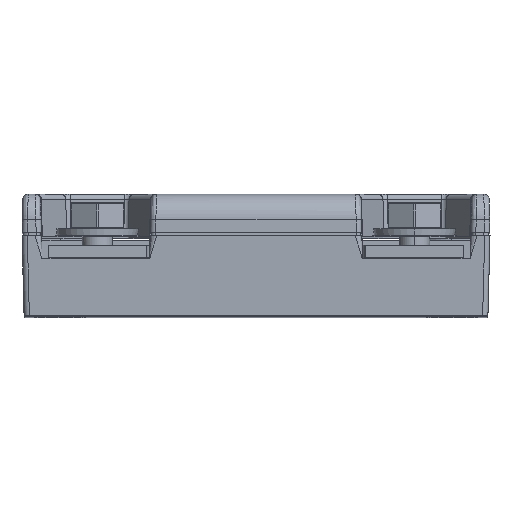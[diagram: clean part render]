
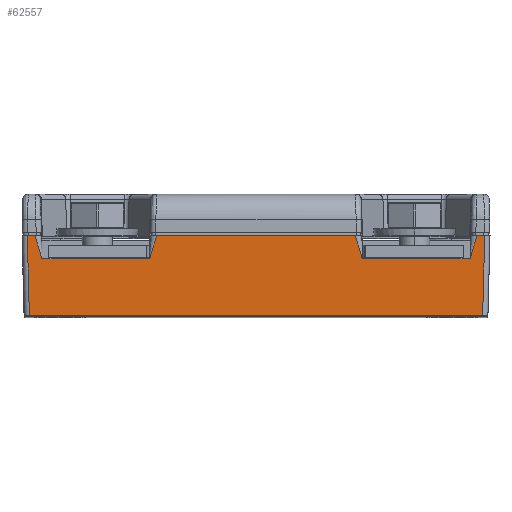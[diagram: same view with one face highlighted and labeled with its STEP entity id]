
A CAD part, top view. The second image highlights one B-rep face of the part: STEP entity #62557.
In plain terms, the highlighted planar face has unit normal (0, -0.026, 1).
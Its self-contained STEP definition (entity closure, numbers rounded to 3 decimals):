
#1887 = CARTESIAN_POINT ( 'NONE',  ( -17.56, -0.999, 21.456 ) ) ;
#2982 = EDGE_CURVE ( 'NONE', #46435, #33684, #18275, .T. ) ;
#3766 = CARTESIAN_POINT ( 'NONE',  ( -17.56, -0.999, 21.456 ) ) ;
#4603 = DIRECTION ( 'NONE',  ( -0.292, 0.956, 0.025 ) ) ;
#5463 = EDGE_CURVE ( 'NONE', #27090, #64221, #14185, .T. ) ;
#5480 = CARTESIAN_POINT ( 'NONE',  ( 17.193, -5.316, 21.343 ) ) ;
#6058 = CARTESIAN_POINT ( 'NONE',  ( 16.285, 0.738, 21.502 ) ) ;
#7279 = EDGE_CURVE ( 'NONE', #33684, #27090, #28807, .T. ) ;
#7384 = EDGE_LOOP ( 'NONE', ( #89605, #76191, #64289, #65947, #43180, #16314, #61403, #67039, #21851, #78410, #8657, #35745 ) ) ;
#8432 = CARTESIAN_POINT ( 'NONE',  ( 16.77, 0.738, 21.502 ) ) ;
#8657 = ORIENTED_EDGE ( 'NONE', *, *, #2982, .T. ) ;
#10156 = CARTESIAN_POINT ( 'NONE',  ( -17.56, 0.738, 21.502 ) ) ;
#13232 = LINE ( 'NONE', #49342, #45747 ) ;
#14185 = LINE ( 'NONE', #96716, #39439 ) ;
#16314 = ORIENTED_EDGE ( 'NONE', *, *, #61952, .F. ) ;
#18275 = LINE ( 'NONE', #94277, #68837 ) ;
#19166 = CARTESIAN_POINT ( 'NONE',  ( -17.352, 0.738, 21.502 ) ) ;
#20503 = LINE ( 'NONE', #87327, #45760 ) ;
#21214 = VERTEX_POINT ( 'NONE', #83913 ) ;
#21851 = ORIENTED_EDGE ( 'NONE', *, *, #48987, .T. ) ;
#23516 = CARTESIAN_POINT ( 'NONE',  ( 17.352, 0.738, 21.502 ) ) ;
#23574 = VECTOR ( 'NONE', #30802, 1000. ) ;
#26173 = LINE ( 'NONE', #19166, #52635 ) ;
#27090 = VERTEX_POINT ( 'NONE', #59341 ) ;
#27930 = DIRECTION ( 'NONE',  ( 1., 0., 0. ) ) ;
#28807 = LINE ( 'NONE', #70496, #57702 ) ;
#30167 = CARTESIAN_POINT ( 'NONE',  ( -16.239, -0.999, 21.456 ) ) ;
#30802 = DIRECTION ( 'NONE',  ( -1., 0., 0. ) ) ;
#32418 = CARTESIAN_POINT ( 'NONE',  ( -17.352, 0.738, 21.502 ) ) ;
#33684 = VERTEX_POINT ( 'NONE', #46832 ) ;
#33815 = AXIS2_PLACEMENT_3D ( 'NONE', #10156, #94306, #79547 ) ;
#33980 = LINE ( 'NONE', #6058, #67759 ) ;
#35745 = ORIENTED_EDGE ( 'NONE', *, *, #7279, .T. ) ;
#37340 = VERTEX_POINT ( 'NONE', #8432 ) ;
#37927 = LINE ( 'NONE', #99175, #23574 ) ;
#37979 = EDGE_CURVE ( 'NONE', #64221, #87593, #52170, .T. ) ;
#39439 = VECTOR ( 'NONE', #73835, 1000. ) ;
#43180 = ORIENTED_EDGE ( 'NONE', *, *, #87440, .T. ) ;
#43891 = FACE_OUTER_BOUND ( 'NONE', #7384, .T. ) ;
#45747 = VECTOR ( 'NONE', #49673, 1000. ) ;
#45760 = VECTOR ( 'NONE', #72202, 1000. ) ;
#46435 = VERTEX_POINT ( 'NONE', #57561 ) ;
#46832 = CARTESIAN_POINT ( 'NONE',  ( 7.534, 0.738, 21.502 ) ) ;
#48184 = DIRECTION ( 'NONE',  ( -0.292, 0.956, 0.025 ) ) ;
#48620 = CARTESIAN_POINT ( 'NONE',  ( -16.77, 0.738, 21.502 ) ) ;
#48987 = EDGE_CURVE ( 'NONE', #37340, #84828, #53162, .T. ) ;
#49289 = VECTOR ( 'NONE', #4603, 1000. ) ;
#49342 = CARTESIAN_POINT ( 'NONE',  ( -17.752, 0.738, 21.502 ) ) ;
#49673 = DIRECTION ( 'NONE',  ( 1., 0., 0. ) ) ;
#50232 = VERTEX_POINT ( 'NONE', #5480 ) ;
#50775 = DIRECTION ( 'NONE',  ( 0.026, -0.999, -0.026 ) ) ;
#52170 = LINE ( 'NONE', #1887, #95557 ) ;
#52635 = VECTOR ( 'NONE', #50775, 1000. ) ;
#53162 = LINE ( 'NONE', #81225, #73655 ) ;
#53565 = VECTOR ( 'NONE', #57586, 1000. ) ;
#57561 = CARTESIAN_POINT ( 'NONE',  ( 8.065, -0.999, 21.456 ) ) ;
#57586 = DIRECTION ( 'NONE',  ( -1., 0., 0. ) ) ;
#57702 = VECTOR ( 'NONE', #93713, 1000. ) ;
#57899 = CARTESIAN_POINT ( 'NONE',  ( -8.065, -0.999, 21.456 ) ) ;
#59341 = CARTESIAN_POINT ( 'NONE',  ( -7.534, 0.738, 21.502 ) ) ;
#60080 = LINE ( 'NONE', #89080, #49289 ) ;
#60450 = VERTEX_POINT ( 'NONE', #23516 ) ;
#61403 = ORIENTED_EDGE ( 'NONE', *, *, #73666, .T. ) ;
#61952 = EDGE_CURVE ( 'NONE', #50232, #21214, #37927, .T. ) ;
#62557 = ADVANCED_FACE ( 'NONE', ( #43891 ), #94649, .T. ) ;
#62718 = EDGE_CURVE ( 'NONE', #84828, #46435, #84817, .T. ) ;
#64221 = VERTEX_POINT ( 'NONE', #57899 ) ;
#64289 = ORIENTED_EDGE ( 'NONE', *, *, #81546, .T. ) ;
#65947 = ORIENTED_EDGE ( 'NONE', *, *, #72447, .F. ) ;
#66085 = VERTEX_POINT ( 'NONE', #32418 ) ;
#66412 = DIRECTION ( 'NONE',  ( -0.292, -0.956, -0.025 ) ) ;
#67039 = ORIENTED_EDGE ( 'NONE', *, *, #91431, .F. ) ;
#67759 = VECTOR ( 'NONE', #27930, 1000. ) ;
#68837 = VECTOR ( 'NONE', #48184, 1000. ) ;
#70496 = CARTESIAN_POINT ( 'NONE',  ( -17.56, 0.738, 21.502 ) ) ;
#71226 = DIRECTION ( 'NONE',  ( -1., 0., 0. ) ) ;
#72202 = DIRECTION ( 'NONE',  ( 0.026, 0.999, 0.026 ) ) ;
#72447 = EDGE_CURVE ( 'NONE', #66085, #95575, #13232, .T. ) ;
#73655 = VECTOR ( 'NONE', #66412, 1000. ) ;
#73666 = EDGE_CURVE ( 'NONE', #50232, #60450, #20503, .T. ) ;
#73835 = DIRECTION ( 'NONE',  ( -0.292, -0.956, -0.025 ) ) ;
#76191 = ORIENTED_EDGE ( 'NONE', *, *, #37979, .T. ) ;
#78410 = ORIENTED_EDGE ( 'NONE', *, *, #62718, .T. ) ;
#79547 = DIRECTION ( 'NONE',  ( 0., -1., -0.026 ) ) ;
#81225 = CARTESIAN_POINT ( 'NONE',  ( 16.77, 0.738, 21.502 ) ) ;
#81546 = EDGE_CURVE ( 'NONE', #87593, #95575, #60080, .T. ) ;
#83913 = CARTESIAN_POINT ( 'NONE',  ( -17.193, -5.316, 21.343 ) ) ;
#84817 = LINE ( 'NONE', #3766, #53565 ) ;
#84828 = VERTEX_POINT ( 'NONE', #87421 ) ;
#87327 = CARTESIAN_POINT ( 'NONE',  ( 17.193, -5.316, 21.343 ) ) ;
#87421 = CARTESIAN_POINT ( 'NONE',  ( 16.239, -0.999, 21.456 ) ) ;
#87440 = EDGE_CURVE ( 'NONE', #66085, #21214, #26173, .T. ) ;
#87593 = VERTEX_POINT ( 'NONE', #30167 ) ;
#89080 = CARTESIAN_POINT ( 'NONE',  ( -16.239, -0.999, 21.456 ) ) ;
#89605 = ORIENTED_EDGE ( 'NONE', *, *, #5463, .T. ) ;
#91431 = EDGE_CURVE ( 'NONE', #37340, #60450, #33980, .T. ) ;
#93713 = DIRECTION ( 'NONE',  ( -1., 0., 0. ) ) ;
#94277 = CARTESIAN_POINT ( 'NONE',  ( 8.065, -0.999, 21.456 ) ) ;
#94306 = DIRECTION ( 'NONE',  ( 0., -0.026, 1. ) ) ;
#94649 = PLANE ( 'NONE',  #33815 ) ;
#95557 = VECTOR ( 'NONE', #71226, 1000. ) ;
#95575 = VERTEX_POINT ( 'NONE', #48620 ) ;
#96716 = CARTESIAN_POINT ( 'NONE',  ( -7.534, 0.738, 21.502 ) ) ;
#99175 = CARTESIAN_POINT ( 'NONE',  ( -17.193, -5.316, 21.343 ) ) ;
